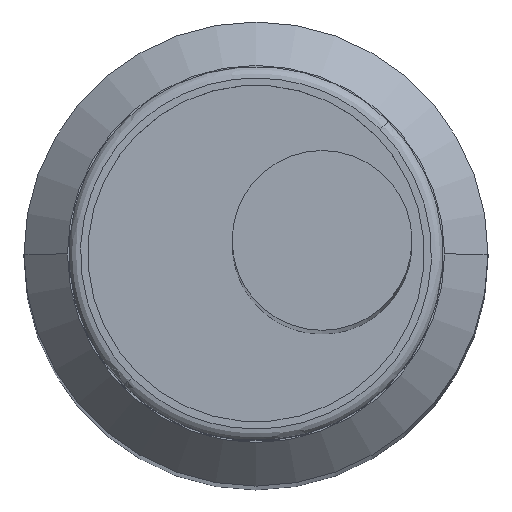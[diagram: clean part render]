
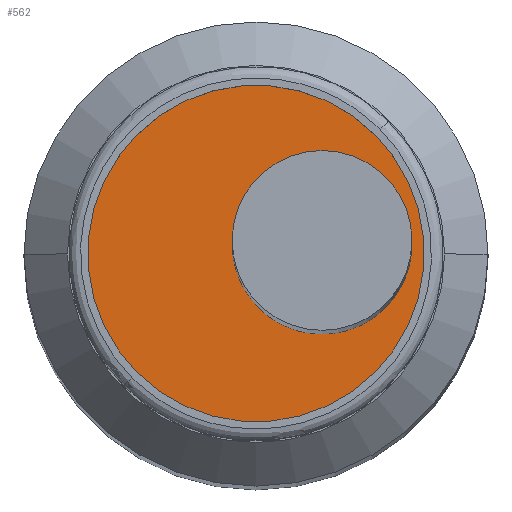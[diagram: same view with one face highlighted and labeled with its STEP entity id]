
A CAD part, top view. The second image highlights one B-rep face of the part: STEP entity #562.
In plain terms, the highlighted planar face has unit normal (0, 0, 1).
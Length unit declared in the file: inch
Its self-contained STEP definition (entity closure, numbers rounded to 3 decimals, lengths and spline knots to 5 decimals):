
#4 = CARTESIAN_POINT ( 'NONE',  ( 0., 0., 1.74016 ) ) ;
#26 = FACE_OUTER_BOUND ( 'NONE', #1112, .T. ) ;
#38 = FACE_BOUND ( 'NONE', #602, .T. ) ;
#110 = PLANE ( 'NONE',  #132 ) ;
#132 = AXIS2_PLACEMENT_3D ( 'NONE', #446, #561, #1292 ) ;
#143 = CIRCLE ( 'NONE', #681, 0.11417 ) ;
#155 = VERTEX_POINT ( 'NONE', #346 ) ;
#182 = CARTESIAN_POINT ( 'NONE',  ( 0.04483, 0.0063, 1.74016 ) ) ;
#219 = EDGE_CURVE ( 'NONE', #584, #1197, #1104, .T. ) ;
#346 = CARTESIAN_POINT ( 'NONE',  ( 0.00168, -0.03685, 1.74016 ) ) ;
#414 = ORIENTED_EDGE ( 'NONE', *, *, #470, .T. ) ;
#446 = CARTESIAN_POINT ( 'NONE',  ( 0., 0., 1.74016 ) ) ;
#469 = DIRECTION ( 'NONE',  ( -0.707, -0.707, 0. ) ) ;
#470 = EDGE_CURVE ( 'NONE', #1197, #584, #143, .T. ) ;
#561 = DIRECTION ( 'NONE',  ( 0., 0., -1. ) ) ;
#562 = ADVANCED_FACE ( 'NONE', ( #26, #38 ), #110, .F. ) ;
#578 = EDGE_CURVE ( 'NONE', #155, #706, #819, .T. ) ;
#581 = DIRECTION ( 'NONE',  ( 0., 0., 1. ) ) ;
#584 = VERTEX_POINT ( 'NONE', #880 ) ;
#602 = EDGE_LOOP ( 'NONE', ( #981, #641 ) ) ;
#641 = ORIENTED_EDGE ( 'NONE', *, *, #915, .F. ) ;
#681 = AXIS2_PLACEMENT_3D ( 'NONE', #1074, #1080, #856 ) ;
#706 = VERTEX_POINT ( 'NONE', #987 ) ;
#762 = ORIENTED_EDGE ( 'NONE', *, *, #219, .T. ) ;
#768 = DIRECTION ( 'NONE',  ( 0., 0., 1. ) ) ;
#777 = DIRECTION ( 'NONE',  ( -0.707, -0.707, 0. ) ) ;
#819 = CIRCLE ( 'NONE', #1347, 0.06102 ) ;
#846 = DIRECTION ( 'NONE',  ( 0., 0., 1. ) ) ;
#856 = DIRECTION ( 'NONE',  ( -0.707, -0.707, 0. ) ) ;
#875 = CARTESIAN_POINT ( 'NONE',  ( 0.04483, 0.0063, 1.74016 ) ) ;
#880 = CARTESIAN_POINT ( 'NONE',  ( -0.08073, -0.08073, 1.74016 ) ) ;
#915 = EDGE_CURVE ( 'NONE', #706, #155, #1255, .T. ) ;
#939 = DIRECTION ( 'NONE',  ( -0.707, -0.707, 0. ) ) ;
#981 = ORIENTED_EDGE ( 'NONE', *, *, #578, .F. ) ;
#987 = CARTESIAN_POINT ( 'NONE',  ( 0.08799, 0.04945, 1.74016 ) ) ;
#1074 = CARTESIAN_POINT ( 'NONE',  ( 0., 0., 1.74016 ) ) ;
#1080 = DIRECTION ( 'NONE',  ( 0., 0., 1. ) ) ;
#1100 = AXIS2_PLACEMENT_3D ( 'NONE', #4, #768, #777 ) ;
#1104 = CIRCLE ( 'NONE', #1100, 0.11417 ) ;
#1112 = EDGE_LOOP ( 'NONE', ( #762, #414 ) ) ;
#1197 = VERTEX_POINT ( 'NONE', #1269 ) ;
#1244 = AXIS2_PLACEMENT_3D ( 'NONE', #182, #846, #939 ) ;
#1255 = CIRCLE ( 'NONE', #1244, 0.06102 ) ;
#1269 = CARTESIAN_POINT ( 'NONE',  ( 0.08073, 0.08073, 1.74016 ) ) ;
#1292 = DIRECTION ( 'NONE',  ( -0.707, -0.707, 0. ) ) ;
#1347 = AXIS2_PLACEMENT_3D ( 'NONE', #875, #581, #469 ) ;
